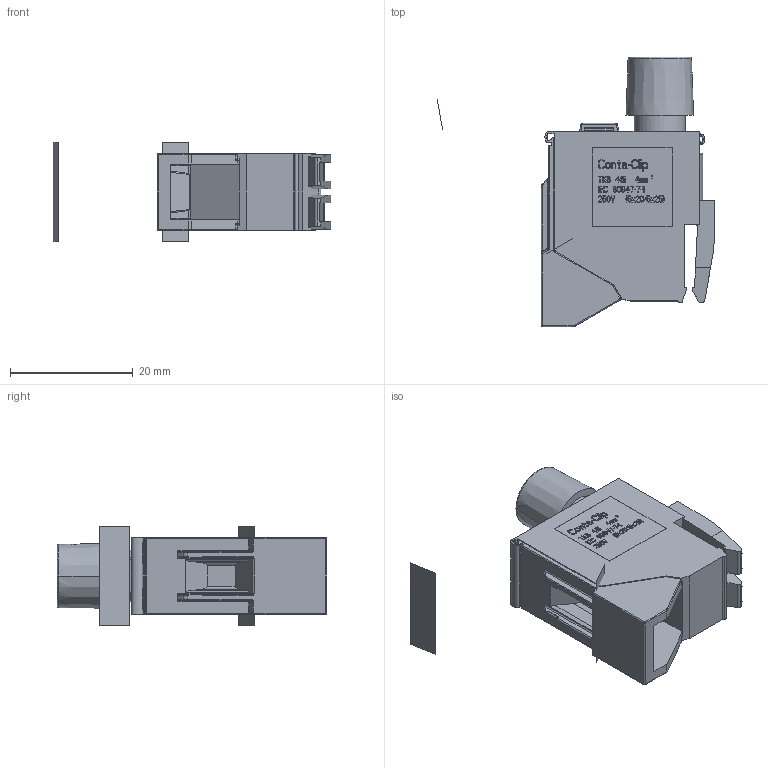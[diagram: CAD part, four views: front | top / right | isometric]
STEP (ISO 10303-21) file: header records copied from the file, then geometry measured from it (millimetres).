
FILE_DESCRIPTION((''),'2;1');
FILE_NAME('17030_3_TKS4SI_5x20_iso.stp','2010-09-14T',('Ludolph'),(''),'PRO/ENGINEER BY PARAMETRIC TECHNOLOGY CORPORATION, 2007390','PRO/ENGINEER BY PARAMETRIC TECHNOLOGY CORPORATION, 2007390','');
FILE_SCHEMA(('CONFIG_CONTROL_DESIGN'));
Length unit declared in the file: millimetre
Products named in the file (1): TKS40SI_ISO_5X20_3D_VOLUMEN
Bounding box: 45.17 x 43.91 x 16.19 mm (x, y, z)
Volume: 8277.7 mm3; surface area: 5788.2 mm2
Topology: 1 solids, 3 shells, 1680 faces, 4719 edges, 3102 vertices
Faces by surface type: plane 1468, cylinder 143, torus 23, bspline 22, sphere 16, cone 6, extrusion 2
Entity records: 54336 total; most frequent: CARTESIAN_POINT 10939, ORIENTED_EDGE 9430, DIRECTION 8231, EDGE_CURVE 4719, VECTOR 4351, LINE 4349, VERTEX_POINT 3102, AXIS2_PLACEMENT_3D 1940
